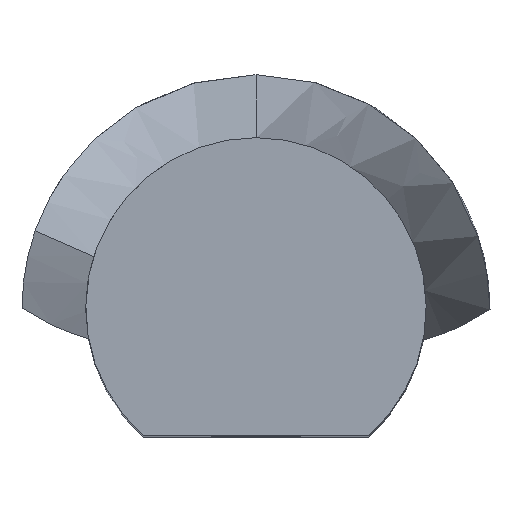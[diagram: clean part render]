
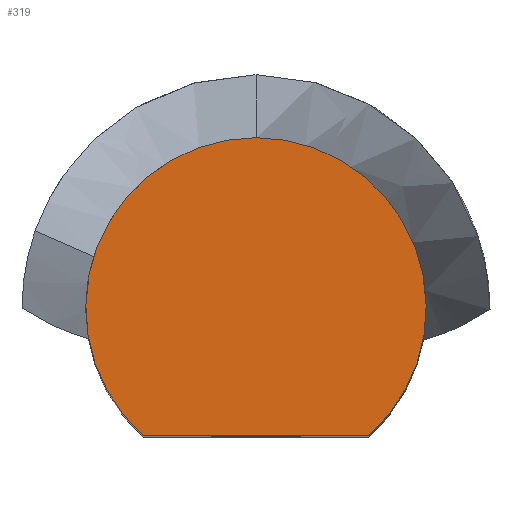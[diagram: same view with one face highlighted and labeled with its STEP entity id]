
A CAD part, top view. The second image highlights one B-rep face of the part: STEP entity #319.
In plain terms, the highlighted planar face has unit normal (0, 0, 1).
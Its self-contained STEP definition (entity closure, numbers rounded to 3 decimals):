
#75=PLANE('',#360);
#92=LINE('',#597,#110);
#110=VECTOR('',#403,10.);
#133=FACE_OUTER_BOUND('',#151,.T.);
#151=EDGE_LOOP('',(#300,#301));
#157=CIRCLE('',#359,4.);
#189=VERTEX_POINT('',#593);
#191=VERTEX_POINT('',#596);
#222=EDGE_CURVE('',#191,#189,#92,.T.);
#229=EDGE_CURVE('',#191,#189,#157,.T.);
#300=ORIENTED_EDGE('',*,*,#222,.T.);
#301=ORIENTED_EDGE('',*,*,#229,.F.);
#319=ADVANCED_FACE('',(#133),#75,.T.);
#359=AXIS2_PLACEMENT_3D('',#658,#413,#414);
#360=AXIS2_PLACEMENT_3D('',#659,#415,#416);
#403=DIRECTION('',(1.,0.,0.));
#413=DIRECTION('center_axis',(0.,0.,-1.));
#414=DIRECTION('ref_axis',(1.,0.,0.));
#415=DIRECTION('center_axis',(0.,0.,1.));
#416=DIRECTION('ref_axis',(1.,0.,0.));
#593=CARTESIAN_POINT('',(2.646,-3.,12.));
#596=CARTESIAN_POINT('',(-2.646,-3.,12.));
#597=CARTESIAN_POINT('',(0.,-3.,12.));
#658=CARTESIAN_POINT('Origin',(0.,0.,12.));
#659=CARTESIAN_POINT('Origin',(0.,4.,12.));
